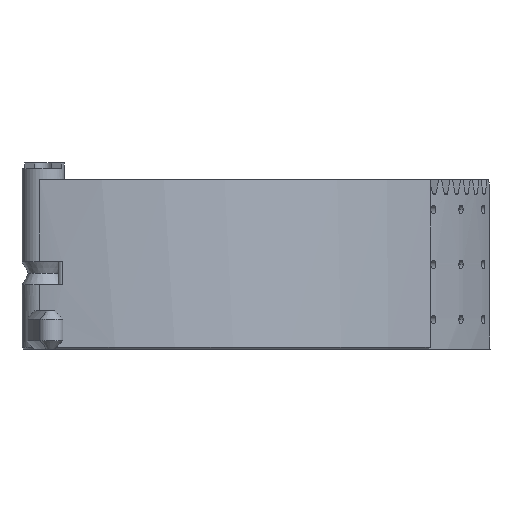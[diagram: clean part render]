
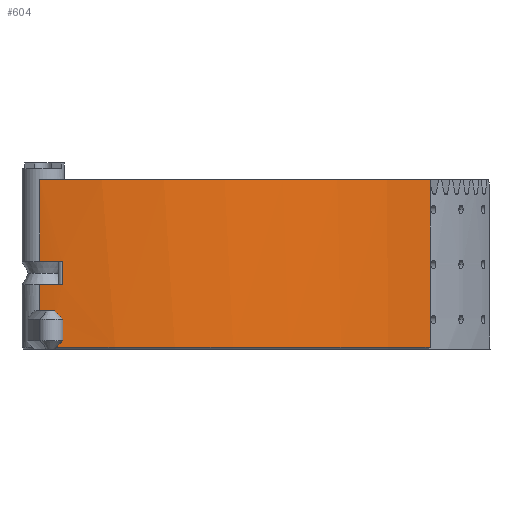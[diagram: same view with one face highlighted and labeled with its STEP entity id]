
A CAD part, left-side view. The second image highlights one B-rep face of the part: STEP entity #604.
In plain terms, the highlighted cylindrical face has radius 100 mm (diameter 200 mm), a partial arc.
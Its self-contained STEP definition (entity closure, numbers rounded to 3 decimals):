
#82 = VERTEX_POINT('',#83);
#83 = CARTESIAN_POINT('',(-98.769,15.643,0.));
#92 = EDGE_CURVE('',#93,#82,#95,.T.);
#93 = VERTEX_POINT('',#94);
#94 = CARTESIAN_POINT('',(-98.769,15.643,-19.2));
#95 = LINE('',#96,#97);
#96 = CARTESIAN_POINT('',(-98.769,15.643,-40.));
#97 = VECTOR('',#98,1.);
#98 = DIRECTION('',(0.,0.,1.));
#285 = EDGE_CURVE('',#82,#286,#288,.T.);
#286 = VERTEX_POINT('',#287);
#287 = CARTESIAN_POINT('',(-64.279,-76.604,0.));
#288 = CIRCLE('',#289,100.);
#289 = AXIS2_PLACEMENT_3D('',#290,#291,#292);
#290 = CARTESIAN_POINT('',(0.,0.,0.));
#291 = DIRECTION('',(0.,0.,1.));
#292 = DIRECTION('',(-0.988,0.156,0.));
#604 = ADVANCED_FACE('',(#605),#721,.T.);
#605 = FACE_BOUND('',#606,.T.);
#606 = EDGE_LOOP('',(#607,#618,#627,#635,#644,#654,#662,#672,#681,#690,
    #696,#697,#698,#707,#716));
#607 = ORIENTED_EDGE('',*,*,#608,.F.);
#608 = EDGE_CURVE('',#609,#611,#613,.T.);
#609 = VERTEX_POINT('',#610);
#610 = CARTESIAN_POINT('',(-99.109,13.317,-24.8));
#611 = VERTEX_POINT('',#612);
#612 = CARTESIAN_POINT('',(-99.457,10.405,-24.8));
#613 = CIRCLE('',#614,100.);
#614 = AXIS2_PLACEMENT_3D('',#615,#616,#617);
#615 = CARTESIAN_POINT('',(0.,0.,-24.8
    ));
#616 = DIRECTION('',(0.,0.,1.));
#617 = DIRECTION('',(-0.156,-0.988,0.));
#618 = ORIENTED_EDGE('',*,*,#619,.F.);
#619 = EDGE_CURVE('',#620,#609,#622,.T.);
#620 = VERTEX_POINT('',#621);
#621 = CARTESIAN_POINT('',(-98.769,15.643,-24.8));
#622 = CIRCLE('',#623,100.);
#623 = AXIS2_PLACEMENT_3D('',#624,#625,#626);
#624 = CARTESIAN_POINT('',(0.,0.,-24.8
    ));
#625 = DIRECTION('',(0.,0.,1.));
#626 = DIRECTION('',(-0.988,0.156,0.));
#627 = ORIENTED_EDGE('',*,*,#628,.F.);
#628 = EDGE_CURVE('',#629,#620,#631,.T.);
#629 = VERTEX_POINT('',#630);
#630 = CARTESIAN_POINT('',(-98.769,15.643,-31.));
#631 = LINE('',#632,#633);
#632 = CARTESIAN_POINT('',(-98.769,15.643,-40.));
#633 = VECTOR('',#634,1.);
#634 = DIRECTION('',(0.,0.,1.));
#635 = ORIENTED_EDGE('',*,*,#636,.T.);
#636 = EDGE_CURVE('',#629,#637,#639,.T.);
#637 = VERTEX_POINT('',#638);
#638 = CARTESIAN_POINT('',(-99.014,14.007,-31.));
#639 = CIRCLE('',#640,100.);
#640 = AXIS2_PLACEMENT_3D('',#641,#642,#643);
#641 = CARTESIAN_POINT('',(0.,0.,-31.)
  );
#642 = DIRECTION('',(0.,0.,1.));
#643 = DIRECTION('',(-0.988,0.156,0.));
#644 = ORIENTED_EDGE('',*,*,#645,.T.);
#645 = EDGE_CURVE('',#637,#646,#648,.T.);
#646 = VERTEX_POINT('',#647);
#647 = CARTESIAN_POINT('',(-99.276,12.013,-33.));
#648 = B_SPLINE_CURVE_WITH_KNOTS('',4,(#649,#650,#651,#652,#653),
  .UNSPECIFIED.,.F.,.F.,(5,5),(0.,1.),.PIECEWISE_BEZIER_KNOTS.);
#649 = CARTESIAN_POINT('',(-99.014,14.007,-31.));
#650 = CARTESIAN_POINT('',(-99.085,13.509,
    -31.5));
#651 = CARTESIAN_POINT('',(-99.152,13.011,
    -32.));
#652 = CARTESIAN_POINT('',(-99.215,12.512,
    -32.5));
#653 = CARTESIAN_POINT('',(-99.276,12.013,-33.));
#654 = ORIENTED_EDGE('',*,*,#655,.F.);
#655 = EDGE_CURVE('',#656,#646,#658,.T.);
#656 = VERTEX_POINT('',#657);
#657 = CARTESIAN_POINT('',(-99.276,12.013,-38.));
#658 = LINE('',#659,#660);
#659 = CARTESIAN_POINT('',(-99.276,12.013,-40.));
#660 = VECTOR('',#661,1.);
#661 = DIRECTION('',(0.,0.,1.));
#662 = ORIENTED_EDGE('',*,*,#663,.T.);
#663 = EDGE_CURVE('',#656,#664,#666,.T.);
#664 = VERTEX_POINT('',#665);
#665 = CARTESIAN_POINT('',(-99.07,13.608,-39.6));
#666 = B_SPLINE_CURVE_WITH_KNOTS('',4,(#667,#668,#669,#670,#671),
  .UNSPECIFIED.,.F.,.F.,(5,5),(0.,1.),.PIECEWISE_BEZIER_KNOTS.);
#667 = CARTESIAN_POINT('',(-99.276,12.013,-38.));
#668 = CARTESIAN_POINT('',(-99.215,12.512,
    -38.5));
#669 = CARTESIAN_POINT('',(-99.152,13.011,
    -39.));
#670 = CARTESIAN_POINT('',(-99.085,13.509,
    -39.5));
#671 = CARTESIAN_POINT('',(-99.014,14.007,-40.));
#672 = ORIENTED_EDGE('',*,*,#673,.F.);
#673 = EDGE_CURVE('',#674,#664,#676,.T.);
#674 = VERTEX_POINT('',#675);
#675 = CARTESIAN_POINT('',(-99.276,12.013,-39.6));
#676 = CIRCLE('',#677,100.);
#677 = AXIS2_PLACEMENT_3D('',#678,#679,#680);
#678 = CARTESIAN_POINT('',(0.,0.,-39.6
    ));
#679 = DIRECTION('',(0.,0.,-1.));
#680 = DIRECTION('',(-0.993,0.12,0.)
  );
#681 = ORIENTED_EDGE('',*,*,#682,.F.);
#682 = EDGE_CURVE('',#683,#674,#685,.T.);
#683 = VERTEX_POINT('',#684);
#684 = CARTESIAN_POINT('',(-64.279,-76.604,-39.6));
#685 = CIRCLE('',#686,100.);
#686 = AXIS2_PLACEMENT_3D('',#687,#688,#689);
#687 = CARTESIAN_POINT('',(0.,0.,-39.6
    ));
#688 = DIRECTION('',(0.,0.,-1.));
#689 = DIRECTION('',(0.993,0.115,0.)
  );
#690 = ORIENTED_EDGE('',*,*,#691,.T.);
#691 = EDGE_CURVE('',#683,#286,#692,.T.);
#692 = LINE('',#693,#694);
#693 = CARTESIAN_POINT('',(-64.279,-76.604,-40.));
#694 = VECTOR('',#695,1.);
#695 = DIRECTION('',(0.,0.,1.));
#696 = ORIENTED_EDGE('',*,*,#285,.F.);
#697 = ORIENTED_EDGE('',*,*,#92,.F.);
#698 = ORIENTED_EDGE('',*,*,#699,.T.);
#699 = EDGE_CURVE('',#93,#700,#702,.T.);
#700 = VERTEX_POINT('',#701);
#701 = CARTESIAN_POINT('',(-99.109,13.317,-19.2));
#702 = CIRCLE('',#703,100.);
#703 = AXIS2_PLACEMENT_3D('',#704,#705,#706);
#704 = CARTESIAN_POINT('',(0.,0.,-19.2
    ));
#705 = DIRECTION('',(0.,0.,1.));
#706 = DIRECTION('',(-0.988,0.156,0.));
#707 = ORIENTED_EDGE('',*,*,#708,.T.);
#708 = EDGE_CURVE('',#700,#709,#711,.T.);
#709 = VERTEX_POINT('',#710);
#710 = CARTESIAN_POINT('',(-99.457,10.405,-19.2));
#711 = CIRCLE('',#712,100.);
#712 = AXIS2_PLACEMENT_3D('',#713,#714,#715);
#713 = CARTESIAN_POINT('',(0.,0.,-19.2
    ));
#714 = DIRECTION('',(0.,0.,1.));
#715 = DIRECTION('',(-0.156,-0.988,0.));
#716 = ORIENTED_EDGE('',*,*,#717,.F.);
#717 = EDGE_CURVE('',#611,#709,#718,.T.);
#718 = B_SPLINE_CURVE_WITH_KNOTS('',1,(#719,#720),.UNSPECIFIED.,.F.,.F.,
  (2,2),(-2.912,8.512),.PIECEWISE_BEZIER_KNOTS.);
#719 = CARTESIAN_POINT('',(-99.457,10.405,-27.712));
#720 = CARTESIAN_POINT('',(-99.457,10.405,-16.288));
#721 = CYLINDRICAL_SURFACE('',#722,100.);
#722 = AXIS2_PLACEMENT_3D('',#723,#724,#725);
#723 = CARTESIAN_POINT('',(0.,0.,-40.)
  );
#724 = DIRECTION('',(0.,0.,1.));
#725 = DIRECTION('',(-0.988,0.156,0.));
